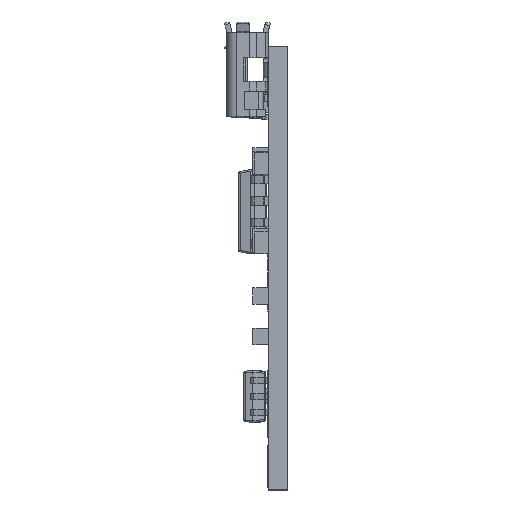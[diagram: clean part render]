
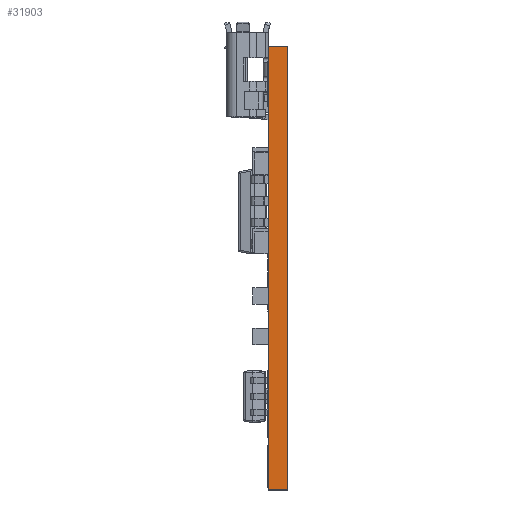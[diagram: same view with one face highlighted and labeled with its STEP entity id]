
A CAD part, left-side view. The second image highlights one B-rep face of the part: STEP entity #31903.
In plain terms, the highlighted face is planar.
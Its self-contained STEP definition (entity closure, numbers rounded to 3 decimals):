
#1734=PLANE('',#34232);
#3183=FACE_OUTER_BOUND('',#5043,.T.);
#5043=EDGE_LOOP('',(#26656,#26657,#26658,#26659));
#7763=LINE('',#51007,#11139);
#7803=LINE('',#51093,#11179);
#7973=LINE('',#52894,#11349);
#7974=LINE('',#52895,#11350);
#11139=VECTOR('',#39641,1000.);
#11179=VECTOR('',#39701,1000.);
#11349=VECTOR('',#39875,10.);
#11350=VECTOR('',#39876,1000.);
#15094=VERTEX_POINT('',#51004);
#15095=VERTEX_POINT('',#51006);
#15130=VERTEX_POINT('',#51090);
#15131=VERTEX_POINT('',#51092);
#19064=EDGE_CURVE('',#15094,#15095,#7763,.T.);
#19104=EDGE_CURVE('',#15131,#15130,#7803,.T.);
#19374=EDGE_CURVE('',#15130,#15095,#7973,.T.);
#19375=EDGE_CURVE('',#15094,#15131,#7974,.T.);
#26656=ORIENTED_EDGE('',*,*,#19374,.T.);
#26657=ORIENTED_EDGE('',*,*,#19064,.F.);
#26658=ORIENTED_EDGE('',*,*,#19375,.T.);
#26659=ORIENTED_EDGE('',*,*,#19104,.T.);
#31903=ADVANCED_FACE('',(#3183),#1734,.F.);
#34232=AXIS2_PLACEMENT_3D('',#52893,#39873,#39874);
#39641=DIRECTION('',(-1.,0.,0.));
#39701=DIRECTION('',(-1.,0.,0.));
#39873=DIRECTION('center_axis',(0.,1.,0.));
#39874=DIRECTION('ref_axis',(-1.,0.,0.));
#39875=DIRECTION('',(0.,0.,-1.));
#39876=DIRECTION('',(0.,0.,1.));
#51004=CARTESIAN_POINT('',(2.174,-8.65,-1.15));
#51006=CARTESIAN_POINT('',(-24.126,-8.65,-1.15));
#51007=CARTESIAN_POINT('',(0.,-8.65,-1.15));
#51090=CARTESIAN_POINT('',(-24.126,-8.65,0.));
#51092=CARTESIAN_POINT('',(2.174,-8.65,0.));
#51093=CARTESIAN_POINT('',(0.,-8.65,0.));
#52893=CARTESIAN_POINT('Origin',(0.,-8.65,-1.15));
#52894=CARTESIAN_POINT('',(-24.126,-8.65,-0.575));
#52895=CARTESIAN_POINT('',(2.174,-8.65,-1.15));
